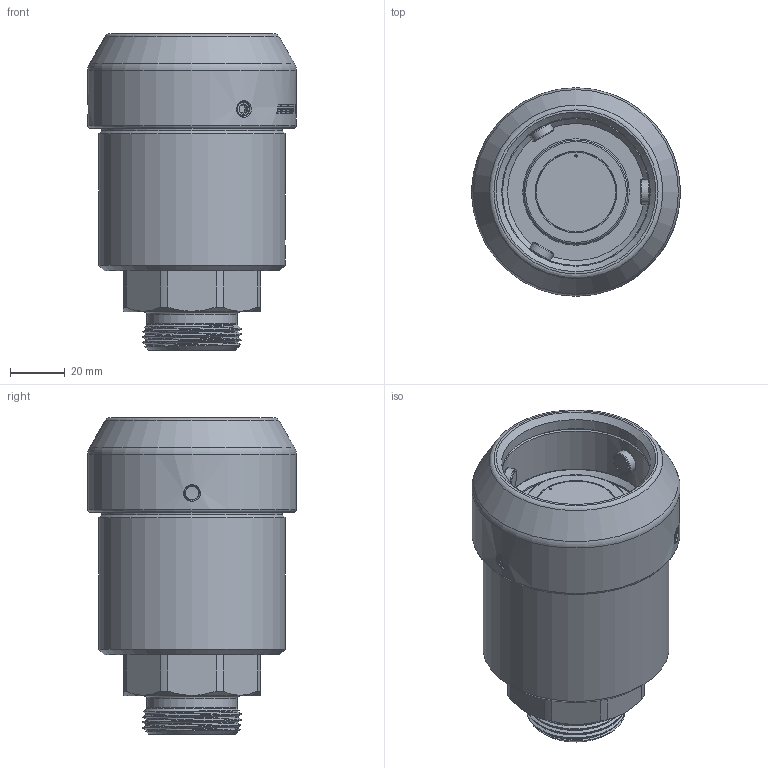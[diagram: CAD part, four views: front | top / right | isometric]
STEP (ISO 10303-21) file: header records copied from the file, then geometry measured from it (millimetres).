
FILE_DESCRIPTION( ('This file contains a STEP AP42 implementation' ,'as created by ZW3D STEP Interface translator.' ,'') ,'2;1' );
FILE_NAME( 'BTG32P.stp' ,'25 120. 81029', (''), ('ZWCAD Software Co.'), 'Version 1.0', 'ZW3D to STEP translator', '' );
FILE_SCHEMA(('AUTOMOTIVE_DESIGN { 1 0 10303 214 1 1 1 1 }'));
Length unit declared in the file: millimetre
Products named in the file (1): 0
Bounding box: 76 x 76 x 115.5 mm (x, y, z)
Volume: 303089.4 mm3; surface area: 41817.9 mm2
Topology: 1 solids, 4 shells, 551 faces, 1439 edges, 961 vertices
Faces by surface type: plane 186, cylinder 159, bspline 139, cone 45, torus 22
Full cylindrical faces by diameter (mm): 0.8 x1, 4.7 x1, 4.9 x4, 5 x3, 5.1 x5, 5.5 x3, 5.9 x10, 6.1 x2, 7 x3, 7.1 x3, 8.8 x3, 12 x1, 25 x1, 28 x1, 32 x1, 33 x1, 33.8 x3, 35.8 x3, 36.6 x2, 37.8 x2, 50 x1, 54 x1, 54.2 x3, 66 x1, 68 x1, 76 x1
Entity records: 27017 total; most frequent: CARTESIAN_POINT 13830, ORIENTED_EDGE 2878, DIRECTION 2138, EDGE_CURVE 1439, VERTEX_POINT 961, AXIS2_PLACEMENT_3D 810, EDGE_LOOP 622, FACE_OUTER_BOUND 551
